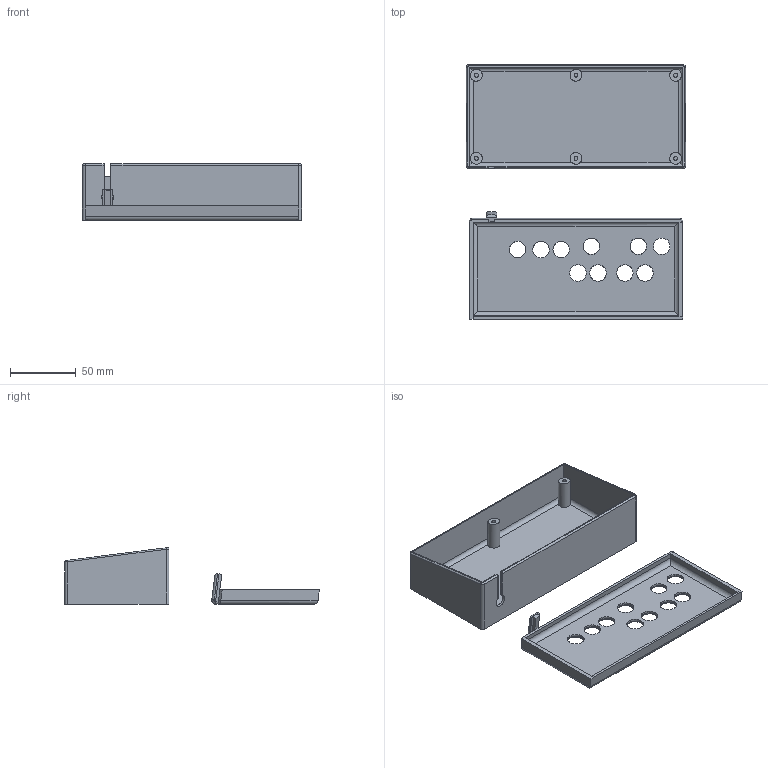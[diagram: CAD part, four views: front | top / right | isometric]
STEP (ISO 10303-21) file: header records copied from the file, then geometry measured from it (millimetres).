
FILE_DESCRIPTION(/* description */ (''),/* implementation_level */ '2;1');
FILE_NAME(/* name */ 'keybBox1 v6.step',/* time_stamp */ '2022-04-03T12:14:51+02:00',/* author */ (''),/* organization */ (''),/* preprocessor_version */ 'ST-DEVELOPER v18.1',/* originating_system */ 'Autodesk Translation Framework v10.9.0.1377',/* authorisation */ '');
FILE_SCHEMA (('AUTOMOTIVE_DESIGN { 1 0 10303 214 3 1 1 }'));
Length unit declared in the file: millimetre
Products named in the file (1): keybBox1
Bounding box: 166 x 193 x 42.95 mm (x, y, z)
Volume: 118518.3 mm3; surface area: 96958.4 mm2
Topology: 2 solids, 2 shells, 381 faces, 1021 edges, 667 vertices
Faces by surface type: plane 165, bspline 161, cylinder 53, torus 2
Full cylindrical faces by diameter (mm): 3 x6, 9 x6, 12.5 x10
Entity records: 14480 total; most frequent: CARTESIAN_POINT 5968, ORIENTED_EDGE 2042, DIRECTION 1219, EDGE_CURVE 1021, VERTEX_POINT 667, LINE 565, VECTOR 565, EDGE_LOOP 426
